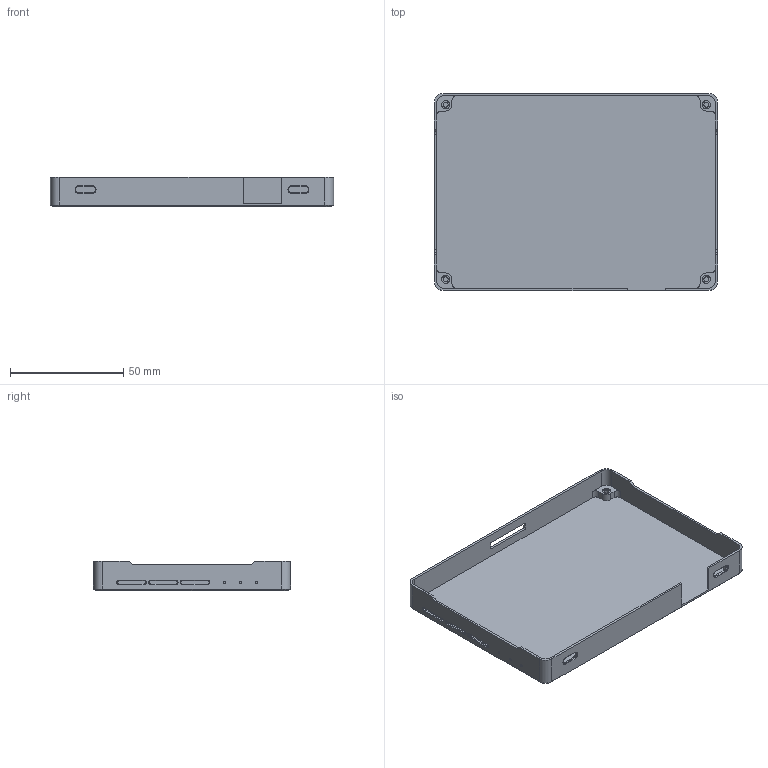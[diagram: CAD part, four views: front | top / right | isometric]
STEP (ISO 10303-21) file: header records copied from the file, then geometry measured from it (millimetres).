
FILE_DESCRIPTION(('FreeCAD Model'),'2;1');
FILE_NAME('Open CASCADE Shape Model','2024-11-12T10:36:14',(''),(''), 'Open CASCADE STEP processor 7.7','FreeCAD','Unknown');
FILE_SCHEMA(('AUTOMOTIVE_DESIGN { 1 0 10303 214 1 1 1 1 }'));
Length unit declared in the file: millimetre
Products named in the file (1): Body
Bounding box: 125 x 87 x 13.1 mm (x, y, z)
Volume: 20945.5 mm3; surface area: 30944 mm2
Topology: 1 solids, 1 shells, 133 faces, 350 edges, 227 vertices
Faces by surface type: plane 70, cylinder 49, cone 14
Full cylindrical faces by diameter (mm): 1 x3, 2.1 x4, 3.7 x4
Entity records: 4163 total; most frequent: DIRECTION 731, CARTESIAN_POINT 711, ORIENTED_EDGE 700, EDGE_CURVE 350, AXIS2_PLACEMENT_3D 247, LINE 237, VECTOR 237, VERTEX_POINT 227
